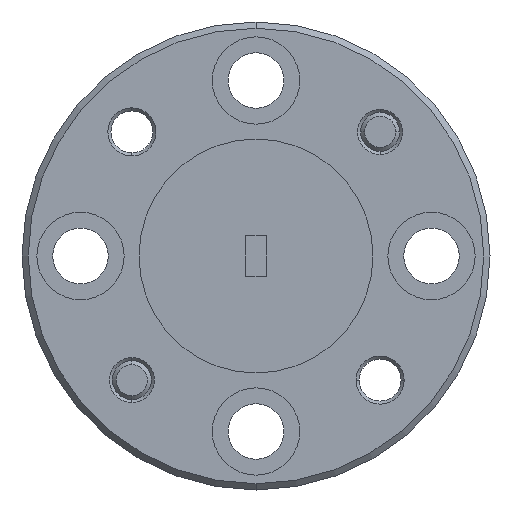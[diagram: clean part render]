
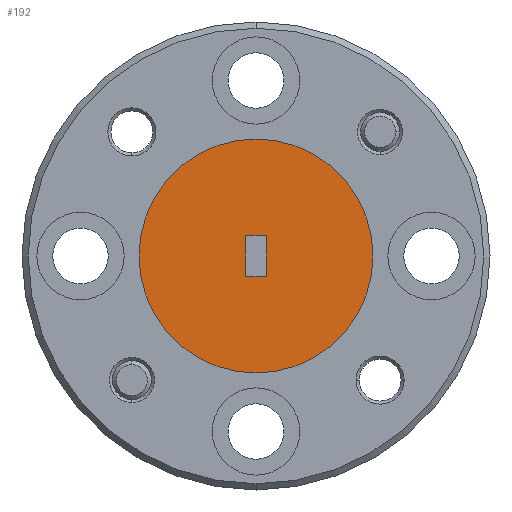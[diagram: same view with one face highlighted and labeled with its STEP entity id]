
A CAD part, left-side view. The second image highlights one B-rep face of the part: STEP entity #192.
In plain terms, the highlighted planar face has unit normal (-1, 0, 0).
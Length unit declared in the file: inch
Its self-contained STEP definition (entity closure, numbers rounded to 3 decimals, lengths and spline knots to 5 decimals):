
#45 = DIRECTION ( 'NONE',  ( 0., 1., 0. ) ) ;
#69 = CARTESIAN_POINT ( 'NONE',  ( -2.00042, 0.78045, 0.0325 ) ) ;
#70 = EDGE_LOOP ( 'NONE', ( #1812, #419, #1150, #2006 ) ) ;
#139 = FACE_BOUND ( 'NONE', #70, .T. ) ;
#192 = ADVANCED_FACE ( 'NONE', ( #139, #1310 ), #658, .T. ) ;
#200 = CARTESIAN_POINT ( 'NONE',  ( -2.00042, 0.7642, 0. ) ) ;
#227 = CARTESIAN_POINT ( 'NONE',  ( -2.00042, 0.78045, 0. ) ) ;
#232 = DIRECTION ( 'NONE',  ( 1., 0., 0. ) ) ;
#303 = DIRECTION ( 'NONE',  ( 0., 1., 0. ) ) ;
#326 = CARTESIAN_POINT ( 'NONE',  ( -2.00042, 0.7642, 0.0325 ) ) ;
#360 = VERTEX_POINT ( 'NONE', #326 ) ;
#385 = CARTESIAN_POINT ( 'NONE',  ( -2.00042, 0.78045, 0. ) ) ;
#388 = VERTEX_POINT ( 'NONE', #865 ) ;
#404 = VERTEX_POINT ( 'NONE', #1417 ) ;
#419 = ORIENTED_EDGE ( 'NONE', *, *, #1146, .T. ) ;
#488 = EDGE_CURVE ( 'NONE', #360, #388, #878, .T. ) ;
#519 = AXIS2_PLACEMENT_3D ( 'NONE', #1758, #1949, #681 ) ;
#543 = VERTEX_POINT ( 'NONE', #1458 ) ;
#578 = DIRECTION ( 'NONE',  ( 0., -1., 0. ) ) ;
#658 = PLANE ( 'NONE',  #519 ) ;
#681 = DIRECTION ( 'NONE',  ( 0., -1., 0. ) ) ;
#705 = AXIS2_PLACEMENT_3D ( 'NONE', #385, #232, #45 ) ;
#791 = VECTOR ( 'NONE', #2166, 39.37008 ) ;
#848 = VECTOR ( 'NONE', #303, 39.37008 ) ;
#853 = CARTESIAN_POINT ( 'NONE',  ( -2.00042, 0.7967, -0.0325 ) ) ;
#865 = CARTESIAN_POINT ( 'NONE',  ( -2.00042, 0.7642, -0.0325 ) ) ;
#878 = LINE ( 'NONE', #200, #2292 ) ;
#900 = LINE ( 'NONE', #1237, #848 ) ;
#968 = VERTEX_POINT ( 'NONE', #1032 ) ;
#1017 = LINE ( 'NONE', #1819, #791 ) ;
#1032 = CARTESIAN_POINT ( 'NONE',  ( -2.00042, 0.59295, 0. ) ) ;
#1143 = DIRECTION ( 'NONE',  ( 0., 1., 0. ) ) ;
#1146 = EDGE_CURVE ( 'NONE', #1486, #543, #1017, .T. ) ;
#1150 = ORIENTED_EDGE ( 'NONE', *, *, #2147, .T. ) ;
#1237 = CARTESIAN_POINT ( 'NONE',  ( -2.00042, 0.78045, -0.0325 ) ) ;
#1255 = EDGE_LOOP ( 'NONE', ( #1546, #1625 ) ) ;
#1260 = EDGE_CURVE ( 'NONE', #968, #404, #2340, .T. ) ;
#1310 = FACE_OUTER_BOUND ( 'NONE', #1255, .T. ) ;
#1417 = CARTESIAN_POINT ( 'NONE',  ( -2.00042, 0.96795, 0. ) ) ;
#1426 = AXIS2_PLACEMENT_3D ( 'NONE', #227, #1492, #1143 ) ;
#1458 = CARTESIAN_POINT ( 'NONE',  ( -2.00042, 0.7967, 0.0325 ) ) ;
#1486 = VERTEX_POINT ( 'NONE', #853 ) ;
#1492 = DIRECTION ( 'NONE',  ( 1., 0., 0. ) ) ;
#1543 = EDGE_CURVE ( 'NONE', #388, #1486, #900, .T. ) ;
#1546 = ORIENTED_EDGE ( 'NONE', *, *, #2162, .F. ) ;
#1625 = ORIENTED_EDGE ( 'NONE', *, *, #1260, .F. ) ;
#1758 = CARTESIAN_POINT ( 'NONE',  ( -2.00042, 0.78045, 0. ) ) ;
#1812 = ORIENTED_EDGE ( 'NONE', *, *, #1543, .T. ) ;
#1819 = CARTESIAN_POINT ( 'NONE',  ( -2.00042, 0.7967, 0. ) ) ;
#1831 = CIRCLE ( 'NONE', #1426, 0.1875 ) ;
#1886 = LINE ( 'NONE', #69, #2143 ) ;
#1949 = DIRECTION ( 'NONE',  ( -1., 0., 0. ) ) ;
#2006 = ORIENTED_EDGE ( 'NONE', *, *, #488, .T. ) ;
#2143 = VECTOR ( 'NONE', #578, 39.37008 ) ;
#2147 = EDGE_CURVE ( 'NONE', #543, #360, #1886, .T. ) ;
#2162 = EDGE_CURVE ( 'NONE', #404, #968, #1831, .T. ) ;
#2166 = DIRECTION ( 'NONE',  ( 0., 0., 1. ) ) ;
#2177 = DIRECTION ( 'NONE',  ( 0., 0., -1. ) ) ;
#2292 = VECTOR ( 'NONE', #2177, 39.37008 ) ;
#2340 = CIRCLE ( 'NONE', #705, 0.1875 ) ;
